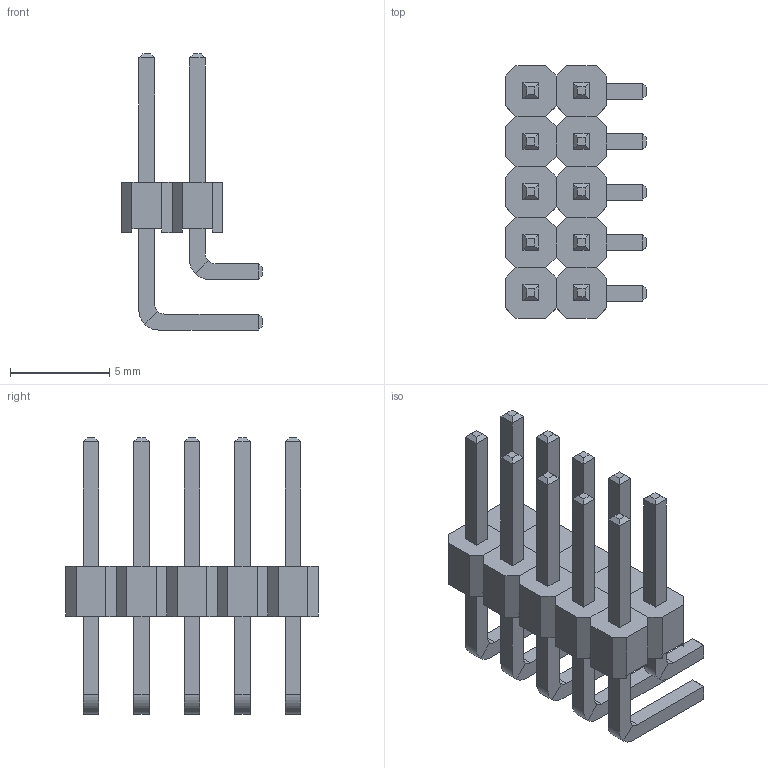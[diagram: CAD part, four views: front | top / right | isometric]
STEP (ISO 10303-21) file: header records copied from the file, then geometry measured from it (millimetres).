
FILE_DESCRIPTION(('FreeCAD Model'),'2;1');
FILE_NAME('2x05_90.stp','2015-04-12T11:47:02',( 'FreeCAD'),('FreeCAD'),'Open CASCADE STEP processor 6.7','FreeCAD', 'Unknown');
FILE_SCHEMA(('AUTOMOTIVE_DESIGN_CC2 { 1 2 10303 214 -1 1 5 4 }'));
Length unit declared in the file: millimetre
Products named in the file (2): Array001; Array
Bounding box: 7.08 x 12.7 x 13.88 mm (x, y, z)
Volume: 232.4 mm3; surface area: 943.2 mm2
Topology: 20 solids, 20 shells, 380 faces, 900 edges, 560 vertices
Faces by surface type: plane 360, cylinder 20
Entity records: 22550 total; most frequent: CARTESIAN_POINT 3981, DIRECTION 3402, LINE 2440, VECTOR 2440, ORIENTED_EDGE 1800, PCURVE 1800, DEFINITIONAL_REPRESENTATION 1800, EDGE_CURVE 900
